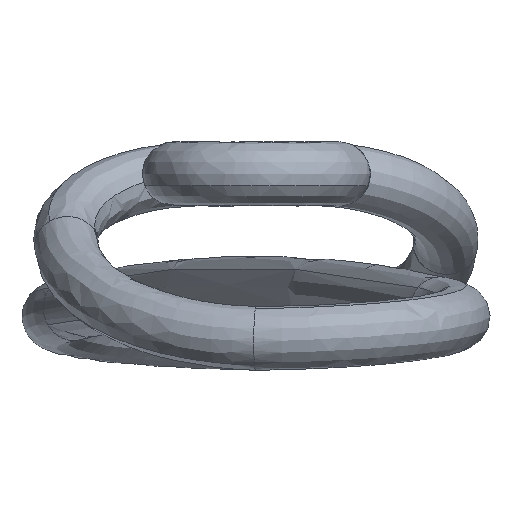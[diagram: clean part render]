
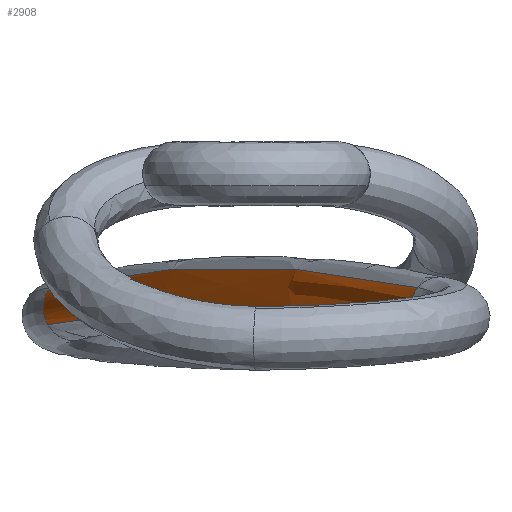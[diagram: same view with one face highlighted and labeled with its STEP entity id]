
A CAD part, left-side view. The second image highlights one B-rep face of the part: STEP entity #2908.
In plain terms, the highlighted free-form (B-spline) face has degree [3, 3] with [6, 8] control points.
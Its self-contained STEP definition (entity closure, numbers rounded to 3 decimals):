
#2547=CARTESIAN_POINT('',(-10.703,-3.546,0.008));
#2548=VERTEX_POINT('',#2547);
#2572=CARTESIAN_POINT('',(-10.672,-3.452,-0.808));
#2573=VERTEX_POINT('',#2572);
#2574=CARTESIAN_POINT('',(-10.703,-3.546,0.008));
#2575=CARTESIAN_POINT('',(-10.71,-3.525,-0.017));
#2576=CARTESIAN_POINT('',(-10.716,-3.506,-0.043));
#2577=CARTESIAN_POINT('',(-10.724,-3.476,-0.091));
#2578=CARTESIAN_POINT('',(-10.728,-3.465,-0.111));
#2579=CARTESIAN_POINT('',(-10.733,-3.444,-0.151));
#2580=CARTESIAN_POINT('',(-10.735,-3.435,-0.172));
#2581=CARTESIAN_POINT('',(-10.741,-3.41,-0.236));
#2582=CARTESIAN_POINT('',(-10.742,-3.397,-0.279));
#2583=CARTESIAN_POINT('',(-10.743,-3.378,-0.37));
#2584=CARTESIAN_POINT('',(-10.741,-3.373,-0.415));
#2585=CARTESIAN_POINT('',(-10.736,-3.371,-0.483));
#2586=CARTESIAN_POINT('',(-10.733,-3.372,-0.506));
#2587=CARTESIAN_POINT('',(-10.728,-3.375,-0.552));
#2588=CARTESIAN_POINT('',(-10.725,-3.378,-0.574));
#2589=CARTESIAN_POINT('',(-10.714,-3.389,-0.642));
#2590=CARTESIAN_POINT('',(-10.705,-3.401,-0.685));
#2591=CARTESIAN_POINT('',(-10.688,-3.426,-0.755));
#2592=CARTESIAN_POINT('',(-10.68,-3.438,-0.782));
#2593=CARTESIAN_POINT('',(-10.672,-3.452,-0.808));
#2594=B_SPLINE_CURVE_WITH_KNOTS('',3,(#2574,#2575,#2576,#2577,#2578,#2579,#2580,#2581,#2582,#2583,#2584,#2585,#2586,#2587,#2588,#2589,#2590,#2591,#2592,#2593),.UNSPECIFIED.,.F.,.U.,(4,2,2,2,2,2,2,2,2,4),(0.267,0.312,0.344,0.375,0.437,0.5,0.531,0.562,0.625,0.667),.UNSPECIFIED.);
#2595=EDGE_CURVE('',#2548,#2573,#2594,.T.);
#2811=CARTESIAN_POINT('',(-10.802,-3.502,-0.82));
#2812=CARTESIAN_POINT('',(-10.829,-3.452,-0.725));
#2813=CARTESIAN_POINT('',(-10.849,-3.424,-0.618));
#2814=CARTESIAN_POINT('',(-10.878,-3.415,-0.326));
#2815=CARTESIAN_POINT('',(-10.869,-3.48,-0.14));
#2816=CARTESIAN_POINT('',(-10.836,-3.597,-0.003));
#2817=CARTESIAN_POINT('',(-10.751,-3.482,-0.815));
#2818=CARTESIAN_POINT('',(-10.778,-3.433,-0.721));
#2819=CARTESIAN_POINT('',(-10.798,-3.404,-0.614));
#2820=CARTESIAN_POINT('',(-10.826,-3.395,-0.322));
#2821=CARTESIAN_POINT('',(-10.817,-3.46,-0.136));
#2822=CARTESIAN_POINT('',(-10.784,-3.577,0.001));
#2823=CARTESIAN_POINT('',(-10.699,-3.462,-0.811));
#2824=CARTESIAN_POINT('',(-10.726,-3.413,-0.716));
#2825=CARTESIAN_POINT('',(-10.747,-3.384,-0.609));
#2826=CARTESIAN_POINT('',(-10.775,-3.376,-0.317));
#2827=CARTESIAN_POINT('',(-10.766,-3.441,-0.132));
#2828=CARTESIAN_POINT('',(-10.733,-3.558,0.005));
#2829=CARTESIAN_POINT('',(-3.699,-0.775,-0.205));
#2830=CARTESIAN_POINT('',(-3.724,-0.725,-0.111));
#2831=CARTESIAN_POINT('',(-3.741,-0.695,-0.003));
#2832=CARTESIAN_POINT('',(-3.763,-0.684,0.289));
#2833=CARTESIAN_POINT('',(-3.749,-0.747,0.476));
#2834=CARTESIAN_POINT('',(-3.713,-0.863,0.613));
#2835=CARTESIAN_POINT('',(3.268,1.899,-0.205));
#2836=CARTESIAN_POINT('',(3.252,1.953,-0.111));
#2837=CARTESIAN_POINT('',(3.246,1.987,-0.003));
#2838=CARTESIAN_POINT('',(3.254,2.01,0.289));
#2839=CARTESIAN_POINT('',(3.286,1.954,0.476));
#2840=CARTESIAN_POINT('',(3.336,1.843,0.613));
#2841=CARTESIAN_POINT('',(10.268,4.586,-0.811));
#2842=CARTESIAN_POINT('',(10.255,4.641,-0.716));
#2843=CARTESIAN_POINT('',(10.251,4.676,-0.609));
#2844=CARTESIAN_POINT('',(10.266,4.701,-0.317));
#2845=CARTESIAN_POINT('',(10.303,4.647,-0.132));
#2846=CARTESIAN_POINT('',(10.357,4.538,0.005));
#2847=CARTESIAN_POINT('',(10.319,4.606,-0.815));
#2848=CARTESIAN_POINT('',(10.306,4.661,-0.721));
#2849=CARTESIAN_POINT('',(10.302,4.696,-0.614));
#2850=CARTESIAN_POINT('',(10.317,4.721,-0.322));
#2851=CARTESIAN_POINT('',(10.354,4.667,-0.136));
#2852=CARTESIAN_POINT('',(10.408,4.558,0.001));
#2853=CARTESIAN_POINT('',(10.37,4.626,-0.82));
#2854=CARTESIAN_POINT('',(10.357,4.68,-0.725));
#2855=CARTESIAN_POINT('',(10.353,4.715,-0.618));
#2856=CARTESIAN_POINT('',(10.369,4.741,-0.326));
#2857=CARTESIAN_POINT('',(10.406,4.686,-0.14));
#2858=CARTESIAN_POINT('',(10.459,4.577,-0.003));
#2859=B_SPLINE_SURFACE_WITH_KNOTS('',3,3,((#2811,#2817,#2823,#2829,#2835,#2841,#2847,#2853),(#2812,#2818,#2824,#2830,#2836,#2842,#2848,#2854),(#2813,#2819,#2825,#2831,#2837,#2843,#2849,#2855),(#2814,#2820,#2826,#2832,#2838,#2844,#2850,#2856),(#2815,#2821,#2827,#2833,#2839,#2845,#2851,#2857),(#2816,#2822,#2828,#2834,#2840,#2846,#2852,#2858)),.UNSPECIFIED.,.F.,.F.,.U.,(4,2,4),(4,2,2,4),(0.0,0.33,0.88),(0.0,0.166,22.683,22.849),.UNSPECIFIED.);
#2860=ORIENTED_EDGE('',*,*,#2595,.F.);
#2861=CARTESIAN_POINT('',(10.285,4.51,0.012));
#2862=VERTEX_POINT('',#2861);
#2863=CARTESIAN_POINT('',(-10.703,-3.546,0.008));
#2864=CARTESIAN_POINT('',(-10.696,-3.543,0.009));
#2865=CARTESIAN_POINT('',(-10.689,-3.541,0.009));
#2866=CARTESIAN_POINT('',(-3.719,-0.865,0.612));
#2867=CARTESIAN_POINT('',(3.323,1.838,0.613));
#2868=CARTESIAN_POINT('',(10.285,4.51,0.012));
#2869=B_SPLINE_CURVE_WITH_KNOTS('',3,(#2863,#2864,#2865,#2866,#2867,#2868),.UNSPECIFIED.,.F.,.U.,(4,2,4),(-0.001,0.0,0.999),.UNSPECIFIED.);
#2870=EDGE_CURVE('',#2548,#2862,#2869,.T.);
#2871=ORIENTED_EDGE('',*,*,#2870,.T.);
#2872=CARTESIAN_POINT('',(10.193,4.558,-0.804));
#2873=VERTEX_POINT('',#2872);
#2874=CARTESIAN_POINT('',(10.193,4.558,-0.804));
#2875=CARTESIAN_POINT('',(10.189,4.575,-0.775));
#2876=CARTESIAN_POINT('',(10.185,4.59,-0.744));
#2877=CARTESIAN_POINT('',(10.178,4.62,-0.67));
#2878=CARTESIAN_POINT('',(10.176,4.633,-0.626));
#2879=CARTESIAN_POINT('',(10.176,4.647,-0.559));
#2880=CARTESIAN_POINT('',(10.177,4.651,-0.536));
#2881=CARTESIAN_POINT('',(10.178,4.656,-0.49));
#2882=CARTESIAN_POINT('',(10.18,4.658,-0.468));
#2883=CARTESIAN_POINT('',(10.185,4.659,-0.4));
#2884=CARTESIAN_POINT('',(10.19,4.656,-0.354));
#2885=CARTESIAN_POINT('',(10.205,4.641,-0.264));
#2886=CARTESIAN_POINT('',(10.213,4.63,-0.221));
#2887=CARTESIAN_POINT('',(10.228,4.607,-0.158));
#2888=CARTESIAN_POINT('',(10.234,4.599,-0.137));
#2889=CARTESIAN_POINT('',(10.246,4.58,-0.097));
#2890=CARTESIAN_POINT('',(10.252,4.569,-0.077));
#2891=CARTESIAN_POINT('',(10.267,4.544,-0.034));
#2892=CARTESIAN_POINT('',(10.276,4.528,-0.01));
#2893=CARTESIAN_POINT('',(10.285,4.51,0.012));
#2894=B_SPLINE_CURVE_WITH_KNOTS('',3,(#2874,#2875,#2876,#2877,#2878,#2879,#2880,#2881,#2882,#2883,#2884,#2885,#2886,#2887,#2888,#2889,#2890,#2891,#2892,#2893),.UNSPECIFIED.,.F.,.U.,(4,2,2,2,2,2,2,2,2,4),(0.328,0.375,0.438,0.469,0.5,0.563,0.625,0.656,0.688,0.728),.UNSPECIFIED.);
#2895=EDGE_CURVE('',#2873,#2862,#2894,.T.);
#2896=ORIENTED_EDGE('',*,*,#2895,.F.);
#2897=CARTESIAN_POINT('',(-10.672,-3.452,-0.808));
#2898=CARTESIAN_POINT('',(-10.664,-3.449,-0.808));
#2899=CARTESIAN_POINT('',(-10.656,-3.446,-0.807));
#2900=CARTESIAN_POINT('',(-3.707,-0.778,-0.206));
#2901=CARTESIAN_POINT('',(3.252,1.893,-0.205));
#2902=CARTESIAN_POINT('',(10.193,4.558,-0.804));
#2903=B_SPLINE_CURVE_WITH_KNOTS('',3,(#2897,#2898,#2899,#2900,#2901,#2902),.UNSPECIFIED.,.F.,.U.,(4,2,4),(-0.001,0.0,0.999),.UNSPECIFIED.);
#2904=EDGE_CURVE('',#2573,#2873,#2903,.T.);
#2905=ORIENTED_EDGE('',*,*,#2904,.F.);
#2906=EDGE_LOOP('',(#2860,#2871,#2896,#2905));
#2907=FACE_OUTER_BOUND('',#2906,.T.);
#2908=ADVANCED_FACE('',(#2907),#2859,.T.);
